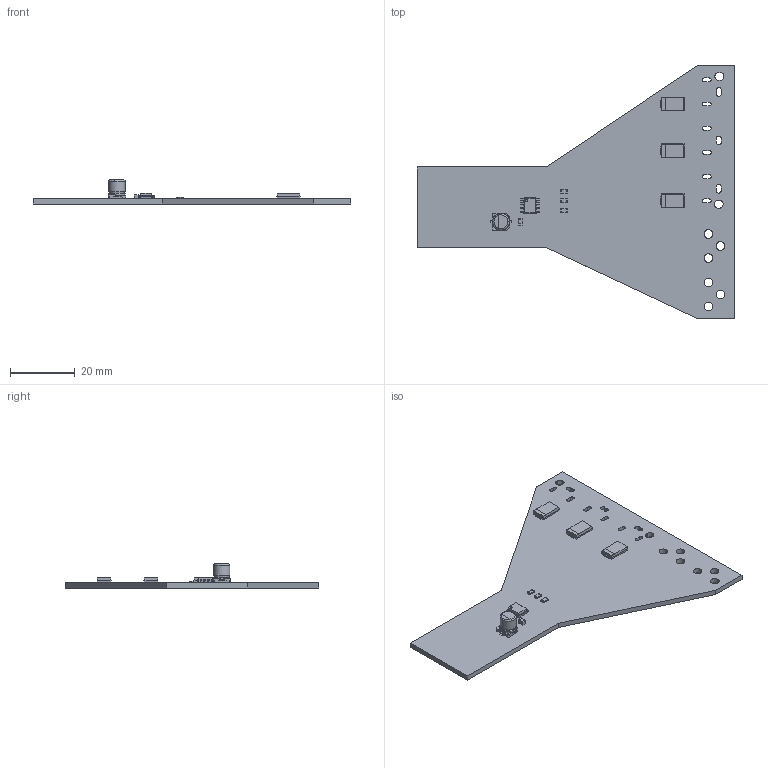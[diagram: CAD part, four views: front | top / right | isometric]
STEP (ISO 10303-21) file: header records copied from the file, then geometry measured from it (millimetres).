
FILE_DESCRIPTION(('KiCad electronic assembly'),'2;1');
FILE_NAME('CatponentX [rev1, old].step','2022-09-06T22:15:26',('Pcbnew') ,('Kicad'),'Open CASCADE STEP processor 7.6','KiCad to STEP converter' ,'Unknown');
FILE_SCHEMA(('AUTOMOTIVE_DESIGN { 1 0 10303 214 1 1 1 1 }'));
Length unit declared in the file: millimetre
Products named in the file (12): CatponentX [rev1, old] 1; SOIC-8_3.9x4.9mm_P1.27mm; SOLID; R_0805_2012Metric; CP_EIA-7343-15_Kemet-W; CP_Elec_5x5.8; C_0805_2012Metric; CatponentX [rev1, old] PCB
Assembly tree (15 placements, depth 3):
  CatponentX [rev1, old] 1
    SOIC-8_3.9x4.9mm_P1.27mm
      SOLID
    R_0805_2012Metric  x3
      SOLID
    CP_EIA-7343-15_Kemet-W  x3
      SOLID
    CP_Elec_5x5.8
      SOLID
    C_0805_2012Metric
      SOLID
    CatponentX [rev1, old] PCB
Bounding box: 98.5 x 78.5 x 7.45 mm (x, y, z)
Volume: 7100.3 mm3; surface area: 9815.2 mm2
Topology: 10 solids, 10 shells, 483 faces, 1268 edges, 815 vertices
Faces by surface type: bspline 423, plane 32, cylinder 28
Full cylindrical faces by diameter (mm): 2.693 x6
Entity records: 23808 total; most frequent: CARTESIAN_POINT 8500, B_SPLINE_CURVE_WITH_KNOTS 1968, ORIENTED_EDGE 1848, PCURVE 1848, DEFINITIONAL_REPRESENTATION 1848, EDGE_CURVE 924, SURFACE_CURVE 911, DIRECTION 674
